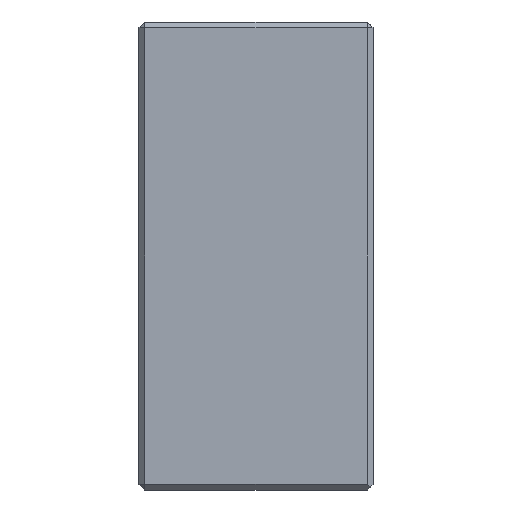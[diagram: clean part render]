
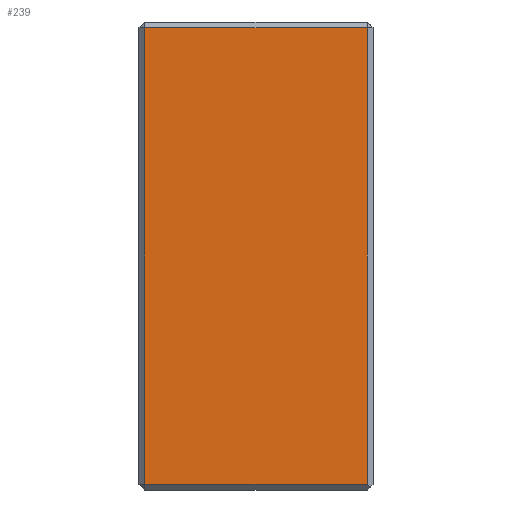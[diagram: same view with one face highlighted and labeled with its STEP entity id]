
A CAD part, left-side view. The second image highlights one B-rep face of the part: STEP entity #239.
In plain terms, the highlighted planar face has unit normal (-1, 0, 0).
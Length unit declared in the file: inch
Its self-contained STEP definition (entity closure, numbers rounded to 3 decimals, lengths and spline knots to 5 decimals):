
#51 = EDGE_CURVE ( 'NONE', #7145, #6808, #19023, .T. ) ;
#52 = EDGE_CURVE ( 'NONE', #6792, #7145, #19027, .T. ) ;
#53 = EDGE_CURVE ( 'NONE', #6808, #6870, #19031, .T. ) ;
#54 = EDGE_CURVE ( 'NONE', #6870, #6792, #19036, .T. ) ;
#239 = ADVANCED_FACE ( 'NONE', ( #2726 ), #17082, .F. ) ;
#2726 = FACE_OUTER_BOUND ( 'NONE', #5986, .T. ) ;
#2733 = AXIS2_PLACEMENT_3D ( 'NONE', #17083, #17084, #17085 ) ;
#4120 = ORIENTED_EDGE ( 'NONE', *, *, #53, .T. ) ;
#4245 = ORIENTED_EDGE ( 'NONE', *, *, #51, .T. ) ;
#4932 = ORIENTED_EDGE ( 'NONE', *, *, #54, .T. ) ;
#5106 = ORIENTED_EDGE ( 'NONE', *, *, #52, .T. ) ;
#5986 = EDGE_LOOP ( 'NONE', ( #5106, #4245, #4120, #4932 ) ) ;
#6792 = VERTEX_POINT ( 'NONE', #18077 ) ;
#6808 = VERTEX_POINT ( 'NONE', #18093 ) ;
#6870 = VERTEX_POINT ( 'NONE', #18155 ) ;
#7145 = VERTEX_POINT ( 'NONE', #18475 ) ;
#15333 = VECTOR ( 'NONE', #19035, 39.37008 ) ;
#15369 = VECTOR ( 'NONE', #19040, 39.37008 ) ;
#15372 = VECTOR ( 'NONE', #19029, 39.37008 ) ;
#15387 = VECTOR ( 'NONE', #19025, 39.37008 ) ;
#17082 = PLANE ( 'NONE',  #2733 ) ;
#17083 = CARTESIAN_POINT ( 'NONE',  ( -1.4982, -0.91682, 1.2843 ) ) ;
#17084 = DIRECTION ( 'NONE',  ( 1., 0., 0. ) ) ;
#17085 = DIRECTION ( 'NONE',  ( 0., 0., -1. ) ) ;
#18077 = CARTESIAN_POINT ( 'NONE',  ( -1.4982, 0.04243, -0.6592 ) ) ;
#18093 = CARTESIAN_POINT ( 'NONE',  ( -1.4982, -0.89182, 1.2593 ) ) ;
#18155 = CARTESIAN_POINT ( 'NONE',  ( -1.4982, 0.04243, 1.2593 ) ) ;
#18475 = CARTESIAN_POINT ( 'NONE',  ( -1.4982, -0.89182, -0.6592 ) ) ;
#19023 = LINE ( 'NONE', #19024, #15387 ) ;
#19024 = CARTESIAN_POINT ( 'NONE',  ( -1.4982, -0.89182, 1.2843 ) ) ;
#19025 = DIRECTION ( 'NONE',  ( 0., 0., 1. ) ) ;
#19027 = LINE ( 'NONE', #19028, #15372 ) ;
#19028 = CARTESIAN_POINT ( 'NONE',  ( -1.4982, -0.91682, -0.6592 ) ) ;
#19029 = DIRECTION ( 'NONE',  ( 0., -1., 0. ) ) ;
#19031 = LINE ( 'NONE', #19033, #15333 ) ;
#19033 = CARTESIAN_POINT ( 'NONE',  ( -1.4982, 0.06743, 1.2593 ) ) ;
#19035 = DIRECTION ( 'NONE',  ( 0., 1., 0. ) ) ;
#19036 = LINE ( 'NONE', #19038, #15369 ) ;
#19038 = CARTESIAN_POINT ( 'NONE',  ( -1.4982, 0.04243, 1.2843 ) ) ;
#19040 = DIRECTION ( 'NONE',  ( 0., 0., -1. ) ) ;
